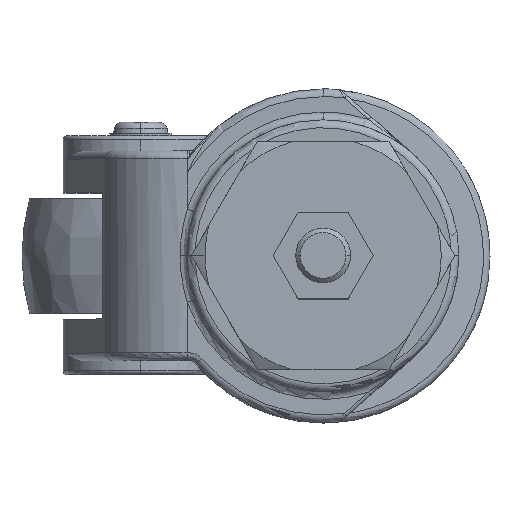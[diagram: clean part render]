
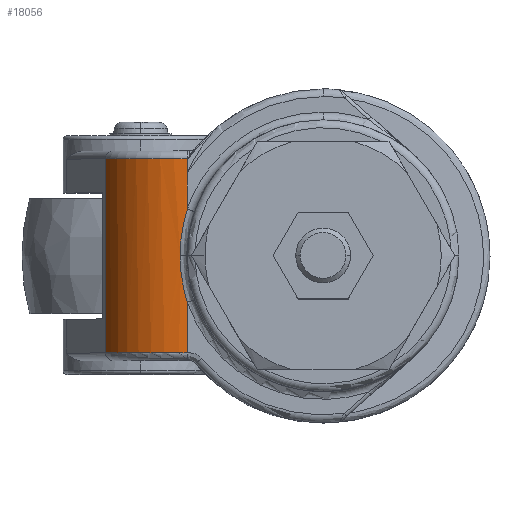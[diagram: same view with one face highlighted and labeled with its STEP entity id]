
A CAD part, top view. The second image highlights one B-rep face of the part: STEP entity #18056.
In plain terms, the highlighted cylindrical face has radius 18.702 mm (diameter 37.404 mm), a partial arc.
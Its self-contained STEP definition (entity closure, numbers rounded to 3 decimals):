
#4 = EDGE_CURVE ( 'NONE', #4611, #17157, #11027, .T. ) ;
#299 = CARTESIAN_POINT ( 'NONE',  ( -29.753, -10.201, -15.723 ) ) ;
#309 = B_SPLINE_CURVE_WITH_KNOTS ( 'NONE', 3,
 ( #6903, #32422, #22313, #4664 ),
 .UNSPECIFIED., .F., .F.,
 ( 4, 4 ),
 ( 0., 1. ),
 .UNSPECIFIED. ) ;
#883 = CARTESIAN_POINT ( 'NONE',  ( -47.686, 21.252, -29.118 ) ) ;
#1293 = AXIS2_PLACEMENT_3D ( 'NONE', #24150, #19265, #6252 ) ;
#1565 = DIRECTION ( 'NONE',  ( 0., -1., 0. ) ) ;
#1630 = ORIENTED_EDGE ( 'NONE', *, *, #15883, .T. ) ;
#1642 = CARTESIAN_POINT ( 'NONE',  ( -29.753, 10.201, -15.723 ) ) ;
#1879 = ORIENTED_EDGE ( 'NONE', *, *, #22856, .T. ) ;
#2427 = CARTESIAN_POINT ( 'NONE',  ( -31.312, 0., -15.788 ) ) ;
#2921 = DIRECTION ( 'NONE',  ( 0., 1., 0. ) ) ;
#3496 = AXIS2_PLACEMENT_3D ( 'NONE', #18210, #2921, #20788 ) ;
#4469 = EDGE_CURVE ( 'NONE', #28588, #26727, #27662, .T. ) ;
#4494 = ORIENTED_EDGE ( 'NONE', *, *, #5461, .T. ) ;
#4611 = VERTEX_POINT ( 'NONE', #24877 ) ;
#4664 = CARTESIAN_POINT ( 'NONE',  ( -29.753, -21.252, -15.723 ) ) ;
#5461 = EDGE_CURVE ( 'NONE', #26727, #25913, #28044, .T. ) ;
#5649 = EDGE_CURVE ( 'NONE', #17157, #7315, #17190, .T. ) ;
#6252 = DIRECTION ( 'NONE',  ( 0., 0., 1. ) ) ;
#6314 = B_SPLINE_CURVE_WITH_KNOTS ( 'NONE', 3,
 ( #1642, #6855, #9981, #27834 ),
 .UNSPECIFIED., .F., .F.,
 ( 4, 4 ),
 ( 0., 1. ),
 .UNSPECIFIED. ) ;
#6769 = CARTESIAN_POINT ( 'NONE',  ( -31.312, 0., -15.788 ) ) ;
#6855 = CARTESIAN_POINT ( 'NONE',  ( -29.753, 12.852, -15.723 ) ) ;
#6903 = CARTESIAN_POINT ( 'NONE',  ( -31.636, -21.252, -15.818 ) ) ;
#6917 = CARTESIAN_POINT ( 'NONE',  ( -31.181, 3.028, -15.777 ) ) ;
#7006 = DIRECTION ( 'NONE',  ( 0., 1., 0. ) ) ;
#7025 = CARTESIAN_POINT ( 'NONE',  ( -47.686, -22.953, -29.118 ) ) ;
#7117 = CARTESIAN_POINT ( 'NONE',  ( -29.753, -22.953, -15.723 ) ) ;
#7215 = CARTESIAN_POINT ( 'NONE',  ( -29.753, -10.201, -15.723 ) ) ;
#7315 = VERTEX_POINT ( 'NONE', #6769 ) ;
#7321 = CARTESIAN_POINT ( 'NONE',  ( -31.181, -3.464, -15.776 ) ) ;
#7354 = CARTESIAN_POINT ( 'NONE',  ( -30.268, 8.564, -15.723 ) ) ;
#7985 = ORIENTED_EDGE ( 'NONE', *, *, #16654, .T. ) ;
#8777 = ORIENTED_EDGE ( 'NONE', *, *, #4, .T. ) ;
#9305 = CARTESIAN_POINT ( 'NONE',  ( -29.753, 10.201, -15.723 ) ) ;
#9416 = EDGE_CURVE ( 'NONE', #7315, #21712, #13725, .T. ) ;
#9981 = CARTESIAN_POINT ( 'NONE',  ( -29.753, 15.502, -15.723 ) ) ;
#11027 = LINE ( 'NONE', #14264, #24602 ) ;
#12165 = CARTESIAN_POINT ( 'NONE',  ( -31.312, 0., -15.788 ) ) ;
#12363 = CARTESIAN_POINT ( 'NONE',  ( -30.527, -7.301, -15.739 ) ) ;
#12769 = VERTEX_POINT ( 'NONE', #28101 ) ;
#13725 = B_SPLINE_CURVE_WITH_KNOTS ( 'NONE', 3,
 ( #12165, #14848, #22659, #6917, #27340, #32875, #19990, #24789, #7354, #25005 ),
 .UNSPECIFIED., .F., .F.,
 ( 4, 2, 2, 2, 4 ),
 ( 0., 0.25, 0.375, 0.5, 1. ),
 .UNSPECIFIED. ) ;
#14096 = VECTOR ( 'NONE', #7006, 1000. ) ;
#14264 = CARTESIAN_POINT ( 'NONE',  ( -29.753, 0., -15.723 ) ) ;
#14387 = CARTESIAN_POINT ( 'NONE',  ( -29.753, 21.252, -34.425 ) ) ;
#14848 = CARTESIAN_POINT ( 'NONE',  ( -31.312, 0.868, -15.788 ) ) ;
#14932 = CARTESIAN_POINT ( 'NONE',  ( -30.779, -6.034, -15.751 ) ) ;
#15004 = EDGE_LOOP ( 'NONE', ( #15453, #24257, #4494, #1630, #1879, #7985, #8777, #27926, #27449 ) ) ;
#15453 = ORIENTED_EDGE ( 'NONE', *, *, #24423, .T. ) ;
#15570 = CARTESIAN_POINT ( 'NONE',  ( -29.753, 21.252, -15.723 ) ) ;
#15883 = EDGE_CURVE ( 'NONE', #25913, #12769, #16339, .T. ) ;
#16339 = LINE ( 'NONE', #7025, #21546 ) ;
#16654 = EDGE_CURVE ( 'NONE', #26989, #4611, #309, .T. ) ;
#17157 = VERTEX_POINT ( 'NONE', #299 ) ;
#17190 = B_SPLINE_CURVE_WITH_KNOTS ( 'NONE', 3,
 ( #7215, #19852, #22399, #12363, #30186, #14932, #32743, #7321, #22841, #2427 ),
 .UNSPECIFIED., .F., .F.,
 ( 4, 2, 2, 2, 4 ),
 ( 0., 0.25, 0.375, 0.5, 1. ),
 .UNSPECIFIED. ) ;
#18056 = ADVANCED_FACE ( 'NONE', ( #25901 ), #31027, .T. ) ;
#18064 = CARTESIAN_POINT ( 'NONE',  ( -29.753, 18.153, -15.723 ) ) ;
#18210 = CARTESIAN_POINT ( 'NONE',  ( -29.753, -21.252, -34.425 ) ) ;
#19265 = DIRECTION ( 'NONE',  ( 0., 1., 0. ) ) ;
#19852 = CARTESIAN_POINT ( 'NONE',  ( -30.01, -9.383, -15.723 ) ) ;
#19990 = CARTESIAN_POINT ( 'NONE',  ( -30.983, 4.752, -15.763 ) ) ;
#19997 = DIRECTION ( 'NONE',  ( 0., -1., 0. ) ) ;
#20788 = DIRECTION ( 'NONE',  ( 0., 0., 1. ) ) ;
#21546 = VECTOR ( 'NONE', #19997, 1000. ) ;
#21712 = VERTEX_POINT ( 'NONE', #9305 ) ;
#22313 = CARTESIAN_POINT ( 'NONE',  ( -30.382, -21.252, -15.723 ) ) ;
#22399 = CARTESIAN_POINT ( 'NONE',  ( -30.236, -8.556, -15.728 ) ) ;
#22659 = CARTESIAN_POINT ( 'NONE',  ( -31.279, 1.733, -15.785 ) ) ;
#22841 = CARTESIAN_POINT ( 'NONE',  ( -31.312, -1.736, -15.788 ) ) ;
#22856 = EDGE_CURVE ( 'NONE', #12769, #26989, #24118, .T. ) ;
#24118 = CIRCLE ( 'NONE', #3496, 18.702 ) ;
#24150 = CARTESIAN_POINT ( 'NONE',  ( -29.753, -22.953, -34.425 ) ) ;
#24257 = ORIENTED_EDGE ( 'NONE', *, *, #4469, .T. ) ;
#24423 = EDGE_CURVE ( 'NONE', #21712, #28588, #6314, .T. ) ;
#24602 = VECTOR ( 'NONE', #29740, 1000. ) ;
#24789 = CARTESIAN_POINT ( 'NONE',  ( -30.656, 6.89, -15.743 ) ) ;
#24808 = CARTESIAN_POINT ( 'NONE',  ( -31.636, -21.252, -15.818 ) ) ;
#24877 = CARTESIAN_POINT ( 'NONE',  ( -29.753, -21.252, -15.723 ) ) ;
#25005 = CARTESIAN_POINT ( 'NONE',  ( -29.753, 10.201, -15.723 ) ) ;
#25901 = FACE_OUTER_BOUND ( 'NONE', #15004, .T. ) ;
#25913 = VERTEX_POINT ( 'NONE', #883 ) ;
#26727 = VERTEX_POINT ( 'NONE', #15570 ) ;
#26989 = VERTEX_POINT ( 'NONE', #24808 ) ;
#27207 = DIRECTION ( 'NONE',  ( 0., 0., 1. ) ) ;
#27340 = CARTESIAN_POINT ( 'NONE',  ( -31.139, 3.459, -15.774 ) ) ;
#27449 = ORIENTED_EDGE ( 'NONE', *, *, #9416, .T. ) ;
#27662 = LINE ( 'NONE', #7117, #14096 ) ;
#27834 = CARTESIAN_POINT ( 'NONE',  ( -29.753, 18.153, -15.723 ) ) ;
#27926 = ORIENTED_EDGE ( 'NONE', *, *, #5649, .T. ) ;
#28044 = CIRCLE ( 'NONE', #28936, 18.702 ) ;
#28101 = CARTESIAN_POINT ( 'NONE',  ( -47.686, -21.252, -29.118 ) ) ;
#28588 = VERTEX_POINT ( 'NONE', #18064 ) ;
#28936 = AXIS2_PLACEMENT_3D ( 'NONE', #14387, #1565, #27207 ) ;
#29740 = DIRECTION ( 'NONE',  ( 0., 1., 0. ) ) ;
#30186 = CARTESIAN_POINT ( 'NONE',  ( -30.616, -6.88, -15.743 ) ) ;
#31027 = CYLINDRICAL_SURFACE ( 'NONE', #1293, 18.702 ) ;
#32422 = CARTESIAN_POINT ( 'NONE',  ( -31.011, -21.252, -15.755 ) ) ;
#32743 = CARTESIAN_POINT ( 'NONE',  ( -30.852, -5.611, -15.755 ) ) ;
#32875 = CARTESIAN_POINT ( 'NONE',  ( -31.041, 4.32, -15.767 ) ) ;
